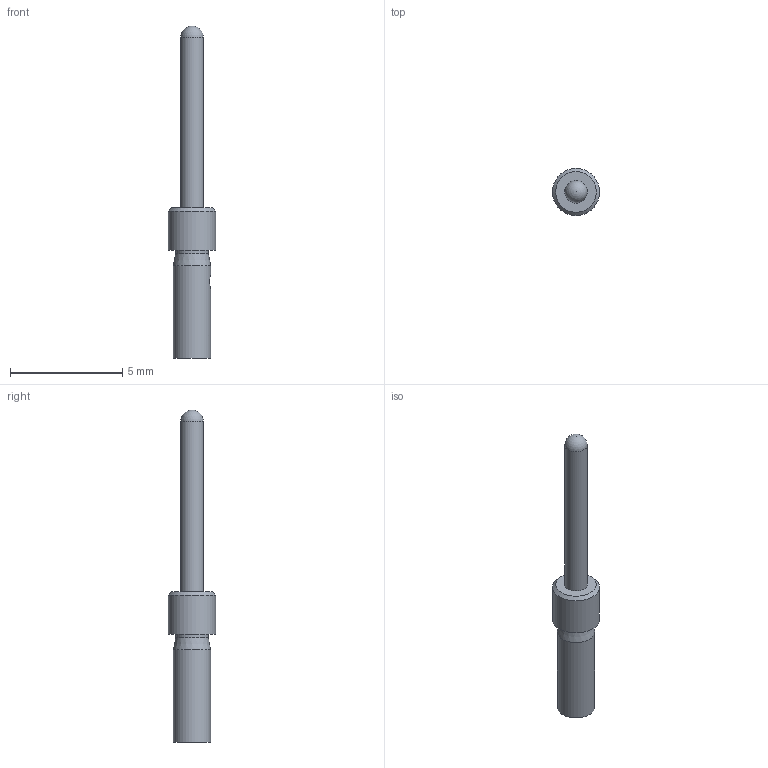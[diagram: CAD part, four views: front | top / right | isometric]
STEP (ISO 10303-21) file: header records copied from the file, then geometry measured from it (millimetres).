
FILE_DESCRIPTION(/* description */ (''),/* implementation_level */ '2;1');
FILE_NAME(/* name */ '3D_CSGM-0.33.stp',/* time_stamp */ '2026-02-28T14:18:04+03:00',/* author */ ('krute'),/* organization */ (''),/* preprocessor_version */ 'ST-DEVELOPER v20.1',/* originating_system */ 'Autodesk Inventor 2026',/* authorisation */ '');
FILE_SCHEMA (('CONFIG_CONTROL_DESIGN'));
Length unit declared in the file: millimetre
Products named in the file (1): 3D_1010142100201_CSGM-0.33_V1.0
Bounding box: 2.1 x 2.1 x 14.8 mm (x, y, z)
Volume: 20.2 mm3; surface area: 80.2 mm2
Topology: 1 solids, 1 shells, 14 faces, 39 edges, 26 vertices
Faces by surface type: cylinder 6, cone 4, plane 3, sphere 1
Full cylindrical faces by diameter (mm): 0.6 x1, 0.9 x1, 1 x1, 1.45 x1, 1.66 x1, 2.1 x1
Entity records: 555 total; most frequent: CARTESIAN_POINT 149, DIRECTION 78, ORIENTED_EDGE 74, EDGE_CURVE 37, AXIS2_PLACEMENT_3D 33, VERTEX_POINT 26, CIRCLE 18, EDGE_LOOP 17
